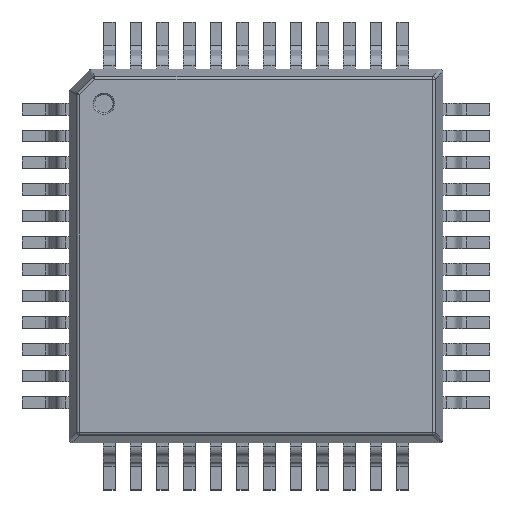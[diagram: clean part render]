
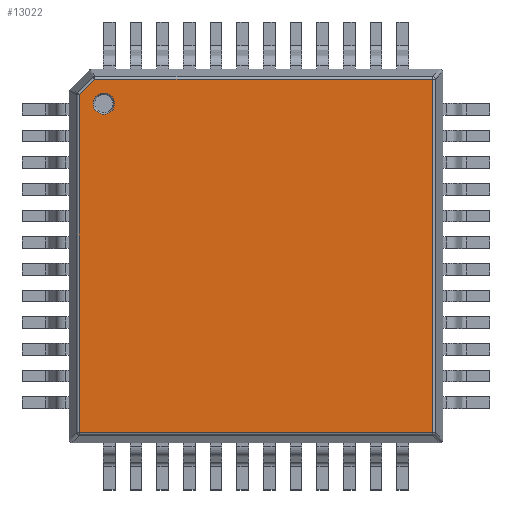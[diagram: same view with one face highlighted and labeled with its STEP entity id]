
A CAD part, top view. The second image highlights one B-rep face of the part: STEP entity #13022.
In plain terms, the highlighted planar face has unit normal (0, 0, 1).
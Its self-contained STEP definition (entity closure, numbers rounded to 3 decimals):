
#1365 = CARTESIAN_POINT ( 'NONE',  ( -3.166, 3.166, 0.8 ) ) ;
#1440 = ORIENTED_EDGE ( 'NONE', *, *, #27144, .T. ) ;
#2081 = DIRECTION ( 'NONE',  ( -1., 0., 0. ) ) ;
#2991 = CARTESIAN_POINT ( 'NONE',  ( 0., -3.311, 0.8 ) ) ;
#6240 = DIRECTION ( 'NONE',  ( 0., 1., 0. ) ) ;
#6583 = DIRECTION ( 'NONE',  ( 0., 0., 1. ) ) ;
#7184 = CARTESIAN_POINT ( 'NONE',  ( -3.051, 2.851, 0.8 ) ) ;
#7897 = DIRECTION ( 'NONE',  ( 0., 0., 1. ) ) ;
#8792 = VECTOR ( 'NONE', #9826, 1000. ) ;
#8862 = VERTEX_POINT ( 'NONE', #7184 ) ;
#9826 = DIRECTION ( 'NONE',  ( 1., 0., 0. ) ) ;
#10441 = VERTEX_POINT ( 'NONE', #27473 ) ;
#11163 = AXIS2_PLACEMENT_3D ( 'NONE', #26995, #6583, #30423 ) ;
#12510 = ORIENTED_EDGE ( 'NONE', *, *, #24313, .T. ) ;
#13022 = ADVANCED_FACE ( 'NONE', ( #42612, #43693 ), #15622, .F. ) ;
#13194 = VERTEX_POINT ( 'NONE', #37212 ) ;
#15622 = PLANE ( 'NONE',  #38437 ) ;
#16433 = CIRCLE ( 'NONE', #11163, 0.2 ) ;
#16907 = VECTOR ( 'NONE', #6240, 1000. ) ;
#19038 = LINE ( 'NONE', #36818, #16907 ) ;
#19048 = CARTESIAN_POINT ( 'NONE',  ( 0., 0., 0.8 ) ) ;
#19252 = EDGE_CURVE ( 'NONE', #43528, #32819, #32877, .T. ) ;
#20670 = VECTOR ( 'NONE', #24647, 1000. ) ;
#21443 = VERTEX_POINT ( 'NONE', #25804 ) ;
#21670 = EDGE_LOOP ( 'NONE', ( #29310, #27030 ) ) ;
#21764 = DIRECTION ( 'NONE',  ( -0.707, -0.707, 0. ) ) ;
#22169 = DIRECTION ( 'NONE',  ( 0., 0., -1. ) ) ;
#22484 = EDGE_CURVE ( 'NONE', #10441, #8862, #16433, .T. ) ;
#23010 = EDGE_CURVE ( 'NONE', #13194, #21443, #19038, .T. ) ;
#23685 = ORIENTED_EDGE ( 'NONE', *, *, #19252, .T. ) ;
#23816 = VECTOR ( 'NONE', #25852, 1000. ) ;
#23991 = ORIENTED_EDGE ( 'NONE', *, *, #23010, .T. ) ;
#24313 = EDGE_CURVE ( 'NONE', #26816, #43528, #43222, .T. ) ;
#24460 = EDGE_LOOP ( 'NONE', ( #1440, #12510, #23685, #35036, #23991 ) ) ;
#24647 = DIRECTION ( 'NONE',  ( -1., 0., 0. ) ) ;
#25020 = AXIS2_PLACEMENT_3D ( 'NONE', #28325, #7897, #31700 ) ;
#25477 = EDGE_CURVE ( 'NONE', #8862, #10441, #36078, .T. ) ;
#25804 = CARTESIAN_POINT ( 'NONE',  ( 3.311, 3.311, 0.8 ) ) ;
#25805 = EDGE_CURVE ( 'NONE', #32819, #13194, #36003, .T. ) ;
#25852 = DIRECTION ( 'NONE',  ( 0., -1., 0. ) ) ;
#26116 = CARTESIAN_POINT ( 'NONE',  ( -3.022, 3.311, 0.8 ) ) ;
#26816 = VERTEX_POINT ( 'NONE', #26116 ) ;
#26995 = CARTESIAN_POINT ( 'NONE',  ( -2.851, 2.851, 0.8 ) ) ;
#27030 = ORIENTED_EDGE ( 'NONE', *, *, #25477, .F. ) ;
#27144 = EDGE_CURVE ( 'NONE', #21443, #26816, #29734, .T. ) ;
#27473 = CARTESIAN_POINT ( 'NONE',  ( -2.651, 2.851, 0.8 ) ) ;
#28325 = CARTESIAN_POINT ( 'NONE',  ( -2.851, 2.851, 0.8 ) ) ;
#29310 = ORIENTED_EDGE ( 'NONE', *, *, #22484, .F. ) ;
#29734 = LINE ( 'NONE', #31358, #20670 ) ;
#30423 = DIRECTION ( 'NONE',  ( 1., 0., 0. ) ) ;
#31289 = CARTESIAN_POINT ( 'NONE',  ( -3.311, 3.022, 0.8 ) ) ;
#31358 = CARTESIAN_POINT ( 'NONE',  ( 0., 3.311, 0.8 ) ) ;
#31700 = DIRECTION ( 'NONE',  ( 1., 0., 0. ) ) ;
#32819 = VERTEX_POINT ( 'NONE', #35744 ) ;
#32877 = LINE ( 'NONE', #36023, #23816 ) ;
#35036 = ORIENTED_EDGE ( 'NONE', *, *, #25805, .T. ) ;
#35744 = CARTESIAN_POINT ( 'NONE',  ( -3.311, -3.311, 0.8 ) ) ;
#36003 = LINE ( 'NONE', #2991, #8792 ) ;
#36023 = CARTESIAN_POINT ( 'NONE',  ( -3.311, 0., 0.8 ) ) ;
#36078 = CIRCLE ( 'NONE', #25020, 0.2 ) ;
#36818 = CARTESIAN_POINT ( 'NONE',  ( 3.311, 0., 0.8 ) ) ;
#37212 = CARTESIAN_POINT ( 'NONE',  ( 3.311, -3.311, 0.8 ) ) ;
#38437 = AXIS2_PLACEMENT_3D ( 'NONE', #19048, #22169, #2081 ) ;
#42116 = VECTOR ( 'NONE', #21764, 1000. ) ;
#42612 = FACE_OUTER_BOUND ( 'NONE', #24460, .T. ) ;
#43222 = LINE ( 'NONE', #1365, #42116 ) ;
#43528 = VERTEX_POINT ( 'NONE', #31289 ) ;
#43693 = FACE_BOUND ( 'NONE', #21670, .T. ) ;
